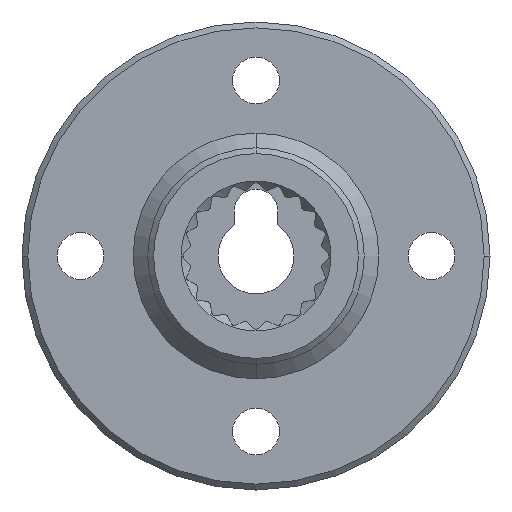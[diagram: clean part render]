
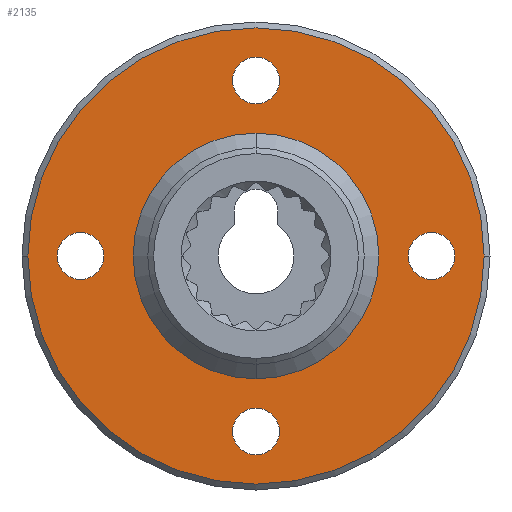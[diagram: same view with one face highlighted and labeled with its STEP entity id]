
A CAD part, front view. The second image highlights one B-rep face of the part: STEP entity #2135.
In plain terms, the highlighted planar face has unit normal (0, -1, 0).
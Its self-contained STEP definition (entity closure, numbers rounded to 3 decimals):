
#2=CARTESIAN_POINT('',(0.,0.,0.));
#3=DIRECTION('',(0.,-1.,0.));
#4=DIRECTION('',(-1.,0.,0.));
#5=AXIS2_PLACEMENT_3D('',#2,#3,#4);
#7=CARTESIAN_POINT('',(0.,0.,0.));
#8=DIRECTION('',(0.,-1.,0.));
#9=DIRECTION('',(1.,0.,0.));
#10=AXIS2_PLACEMENT_3D('',#7,#8,#9);
#12=CARTESIAN_POINT('',(0.,0.,-6.));
#13=DIRECTION('',(0.,1.,0.));
#14=DIRECTION('',(1.,0.,0.));
#15=AXIS2_PLACEMENT_3D('',#12,#13,#14);
#17=CARTESIAN_POINT('',(0.,0.,-6.));
#18=DIRECTION('',(0.,1.,0.));
#19=DIRECTION('',(-1.,0.,0.));
#20=AXIS2_PLACEMENT_3D('',#17,#18,#19);
#22=CARTESIAN_POINT('',(6.,0.,0.));
#23=DIRECTION('',(0.,1.,0.));
#24=DIRECTION('',(0.,0.,1.));
#25=AXIS2_PLACEMENT_3D('',#22,#23,#24);
#27=CARTESIAN_POINT('',(6.,0.,0.));
#28=DIRECTION('',(0.,1.,0.));
#29=DIRECTION('',(0.,0.,-1.));
#30=AXIS2_PLACEMENT_3D('',#27,#28,#29);
#32=CARTESIAN_POINT('',(0.,0.,6.));
#33=DIRECTION('',(0.,1.,0.));
#34=DIRECTION('',(-1.,0.,0.));
#35=AXIS2_PLACEMENT_3D('',#32,#33,#34);
#37=CARTESIAN_POINT('',(0.,0.,6.));
#38=DIRECTION('',(0.,1.,0.));
#39=DIRECTION('',(1.,0.,0.));
#40=AXIS2_PLACEMENT_3D('',#37,#38,#39);
#42=CARTESIAN_POINT('',(-6.,0.,0.));
#43=DIRECTION('',(0.,1.,0.));
#44=DIRECTION('',(0.,0.,-1.));
#45=AXIS2_PLACEMENT_3D('',#42,#43,#44);
#47=CARTESIAN_POINT('',(-6.,0.,0.));
#48=DIRECTION('',(0.,1.,0.));
#49=DIRECTION('',(0.,0.,1.));
#50=AXIS2_PLACEMENT_3D('',#47,#48,#49);
#52=CARTESIAN_POINT('',(0.,0.,0.));
#53=DIRECTION('',(0.,-1.,0.));
#54=DIRECTION('',(0.,0.,-1.));
#55=AXIS2_PLACEMENT_3D('',#52,#53,#54);
#57=CARTESIAN_POINT('',(0.,0.,0.));
#58=DIRECTION('',(0.,-1.,0.));
#59=DIRECTION('',(0.,0.,1.));
#60=AXIS2_PLACEMENT_3D('',#57,#58,#59);
#1824=CARTESIAN_POINT('',(-7.8,0.,0.));
#1825=CARTESIAN_POINT('',(7.8,0.,0.));
#1826=VERTEX_POINT('',#1824);
#1827=VERTEX_POINT('',#1825);
#1844=CARTESIAN_POINT('',(0.8,0.,-6.));
#1845=CARTESIAN_POINT('',(-0.8,0.,-6.));
#1846=VERTEX_POINT('',#1844);
#1847=VERTEX_POINT('',#1845);
#1856=CARTESIAN_POINT('',(6.,0.,0.8));
#1857=CARTESIAN_POINT('',(6.,0.,-0.8));
#1858=VERTEX_POINT('',#1856);
#1859=VERTEX_POINT('',#1857);
#1868=CARTESIAN_POINT('',(-0.8,0.,6.));
#1869=CARTESIAN_POINT('',(0.8,0.,6.));
#1870=VERTEX_POINT('',#1868);
#1871=VERTEX_POINT('',#1869);
#1880=CARTESIAN_POINT('',(-6.,0.,-0.8));
#1881=CARTESIAN_POINT('',(-6.,0.,0.8));
#1882=VERTEX_POINT('',#1880);
#1883=VERTEX_POINT('',#1881);
#1888=CARTESIAN_POINT('',(0.,0.,-4.2));
#1889=CARTESIAN_POINT('',(0.,0.,4.2));
#1890=VERTEX_POINT('',#1888);
#1891=VERTEX_POINT('',#1889);
#2094=CARTESIAN_POINT('',(0.,0.,0.));
#2095=DIRECTION('',(0.,1.,0.));
#2096=DIRECTION('',(1.,0.,0.));
#2097=AXIS2_PLACEMENT_3D('',#2094,#2095,#2096);
#2098=PLANE('',#2097);
#2100=ORIENTED_EDGE('',*,*,#2099,.F.);
#2102=ORIENTED_EDGE('',*,*,#2101,.F.);
#2103=EDGE_LOOP('',(#2100,#2102));
#2104=FACE_OUTER_BOUND('',#2103,.F.);
#2106=ORIENTED_EDGE('',*,*,#2105,.F.);
#2108=ORIENTED_EDGE('',*,*,#2107,.F.);
#2109=EDGE_LOOP('',(#2106,#2108));
#2110=FACE_BOUND('',#2109,.F.);
#2112=ORIENTED_EDGE('',*,*,#2111,.F.);
#2114=ORIENTED_EDGE('',*,*,#2113,.F.);
#2115=EDGE_LOOP('',(#2112,#2114));
#2116=FACE_BOUND('',#2115,.F.);
#2118=ORIENTED_EDGE('',*,*,#2117,.F.);
#2120=ORIENTED_EDGE('',*,*,#2119,.F.);
#2121=EDGE_LOOP('',(#2118,#2120));
#2122=FACE_BOUND('',#2121,.F.);
#2124=ORIENTED_EDGE('',*,*,#2123,.F.);
#2126=ORIENTED_EDGE('',*,*,#2125,.F.);
#2127=EDGE_LOOP('',(#2124,#2126));
#2128=FACE_BOUND('',#2127,.F.);
#2130=ORIENTED_EDGE('',*,*,#2129,.T.);
#2132=ORIENTED_EDGE('',*,*,#2131,.T.);
#2133=EDGE_LOOP('',(#2130,#2132));
#2134=FACE_BOUND('',#2133,.F.);
#2135=ADVANCED_FACE('',(#2104,#2110,#2116,#2122,#2128,#2134),#2098,.F.);
#6=CIRCLE('',#5,7.8);
#11=CIRCLE('',#10,7.8);
#16=CIRCLE('',#15,0.8);
#21=CIRCLE('',#20,0.8);
#26=CIRCLE('',#25,0.8);
#31=CIRCLE('',#30,0.8);
#36=CIRCLE('',#35,0.8);
#41=CIRCLE('',#40,0.8);
#46=CIRCLE('',#45,0.8);
#51=CIRCLE('',#50,0.8);
#56=CIRCLE('',#55,4.2);
#61=CIRCLE('',#60,4.2);
#2099=EDGE_CURVE('',#1826,#1827,#6,.T.);
#2101=EDGE_CURVE('',#1827,#1826,#11,.T.);
#2105=EDGE_CURVE('',#1846,#1847,#16,.T.);
#2107=EDGE_CURVE('',#1847,#1846,#21,.T.);
#2111=EDGE_CURVE('',#1858,#1859,#26,.T.);
#2113=EDGE_CURVE('',#1859,#1858,#31,.T.);
#2117=EDGE_CURVE('',#1870,#1871,#36,.T.);
#2119=EDGE_CURVE('',#1871,#1870,#41,.T.);
#2123=EDGE_CURVE('',#1882,#1883,#46,.T.);
#2125=EDGE_CURVE('',#1883,#1882,#51,.T.);
#2129=EDGE_CURVE('',#1890,#1891,#56,.T.);
#2131=EDGE_CURVE('',#1891,#1890,#61,.T.);
